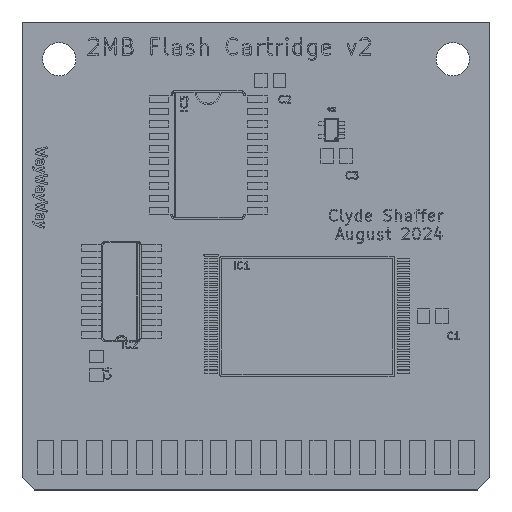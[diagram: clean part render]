
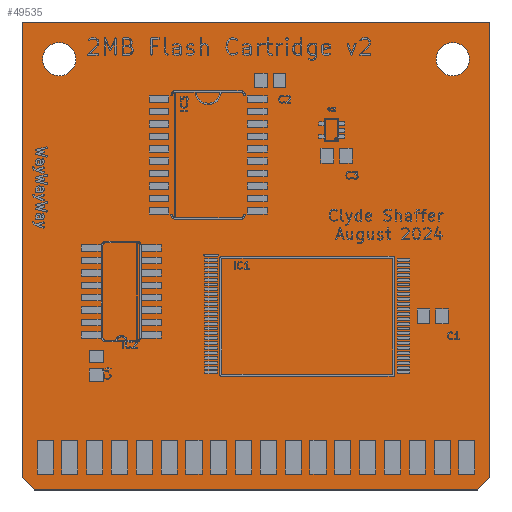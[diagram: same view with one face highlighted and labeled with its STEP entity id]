
A CAD part, top view. The second image highlights one B-rep face of the part: STEP entity #49535.
In plain terms, the highlighted planar face has unit normal (0, 0, 1).
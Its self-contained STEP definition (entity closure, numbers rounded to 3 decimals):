
#49385 = VERTEX_POINT('',#49386);
#49386 = CARTESIAN_POINT('',(172.453,-127.686,1.51));
#49392 = EDGE_CURVE('',#49385,#49393,#49395,.T.);
#49393 = VERTEX_POINT('',#49394);
#49394 = CARTESIAN_POINT('',(171.183,-128.956,1.51));
#49395 = LINE('',#49396,#49397);
#49396 = CARTESIAN_POINT('',(172.453,-127.686,1.51));
#49397 = VECTOR('',#49398,1.);
#49398 = DIRECTION('',(-0.707,-0.707,0.));
#49425 = VERTEX_POINT('',#49426);
#49426 = CARTESIAN_POINT('',(172.453,-81.051,1.51));
#49432 = EDGE_CURVE('',#49425,#49385,#49433,.T.);
#49433 = LINE('',#49434,#49435);
#49434 = CARTESIAN_POINT('',(172.453,-81.051,1.51));
#49435 = VECTOR('',#49436,1.);
#49436 = DIRECTION('',(0.,-1.,0.));
#49454 = EDGE_CURVE('',#49393,#49455,#49457,.T.);
#49455 = VERTEX_POINT('',#49456);
#49456 = CARTESIAN_POINT('',(125.819,-128.956,1.51));
#49457 = LINE('',#49458,#49459);
#49458 = CARTESIAN_POINT('',(171.183,-128.956,1.51));
#49459 = VECTOR('',#49460,1.);
#49460 = DIRECTION('',(-1.,0.,0.));
#49535 = ADVANCED_FACE('',(#49536,#49563,#49574),#49585,.T.);
#49536 = FACE_BOUND('',#49537,.T.);
#49537 = EDGE_LOOP('',(#49538,#49539,#49540,#49548,#49556,#49562));
#49538 = ORIENTED_EDGE('',*,*,#49392,.F.);
#49539 = ORIENTED_EDGE('',*,*,#49432,.F.);
#49540 = ORIENTED_EDGE('',*,*,#49541,.F.);
#49541 = EDGE_CURVE('',#49542,#49425,#49544,.T.);
#49542 = VERTEX_POINT('',#49543);
#49543 = CARTESIAN_POINT('',(124.549,-81.051,1.51));
#49544 = LINE('',#49545,#49546);
#49545 = CARTESIAN_POINT('',(124.549,-81.051,1.51));
#49546 = VECTOR('',#49547,1.);
#49547 = DIRECTION('',(1.,0.,0.));
#49548 = ORIENTED_EDGE('',*,*,#49549,.F.);
#49549 = EDGE_CURVE('',#49550,#49542,#49552,.T.);
#49550 = VERTEX_POINT('',#49551);
#49551 = CARTESIAN_POINT('',(124.549,-127.686,1.51));
#49552 = LINE('',#49553,#49554);
#49553 = CARTESIAN_POINT('',(124.549,-127.686,1.51));
#49554 = VECTOR('',#49555,1.);
#49555 = DIRECTION('',(0.,1.,0.));
#49556 = ORIENTED_EDGE('',*,*,#49557,.F.);
#49557 = EDGE_CURVE('',#49455,#49550,#49558,.T.);
#49558 = LINE('',#49559,#49560);
#49559 = CARTESIAN_POINT('',(125.819,-128.956,1.51));
#49560 = VECTOR('',#49561,1.);
#49561 = DIRECTION('',(-0.707,0.707,0.));
#49562 = ORIENTED_EDGE('',*,*,#49454,.F.);
#49563 = FACE_BOUND('',#49564,.T.);
#49564 = EDGE_LOOP('',(#49565));
#49565 = ORIENTED_EDGE('',*,*,#49566,.T.);
#49566 = EDGE_CURVE('',#49567,#49567,#49569,.T.);
#49567 = VERTEX_POINT('',#49568);
#49568 = CARTESIAN_POINT('',(128.359,-86.561,1.51));
#49569 = CIRCLE('',#49570,1.7);
#49570 = AXIS2_PLACEMENT_3D('',#49571,#49572,#49573);
#49571 = CARTESIAN_POINT('',(128.359,-84.861,1.51));
#49572 = DIRECTION('',(-0.,0.,-1.));
#49573 = DIRECTION('',(-0.,-1.,0.));
#49574 = FACE_BOUND('',#49575,.T.);
#49575 = EDGE_LOOP('',(#49576));
#49576 = ORIENTED_EDGE('',*,*,#49577,.T.);
#49577 = EDGE_CURVE('',#49578,#49578,#49580,.T.);
#49578 = VERTEX_POINT('',#49579);
#49579 = CARTESIAN_POINT('',(168.643,-86.561,1.51));
#49580 = CIRCLE('',#49581,1.7);
#49581 = AXIS2_PLACEMENT_3D('',#49582,#49583,#49584);
#49582 = CARTESIAN_POINT('',(168.643,-84.861,1.51));
#49583 = DIRECTION('',(-0.,0.,-1.));
#49584 = DIRECTION('',(-0.,-1.,0.));
#49585 = PLANE('',#49586);
#49586 = AXIS2_PLACEMENT_3D('',#49587,#49588,#49589);
#49587 = CARTESIAN_POINT('',(0.,0.,1.51));
#49588 = DIRECTION('',(0.,0.,1.));
#49589 = DIRECTION('',(1.,0.,-0.));
